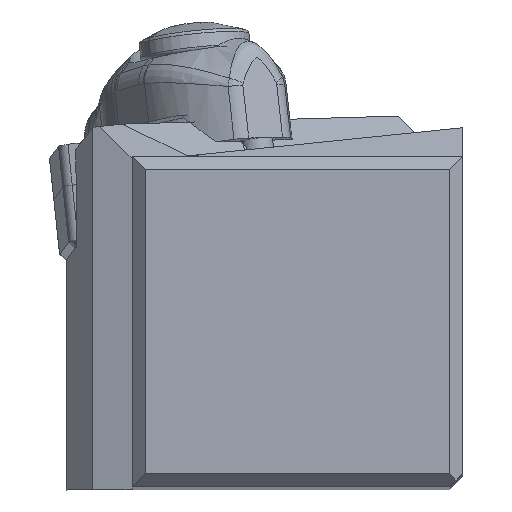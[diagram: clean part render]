
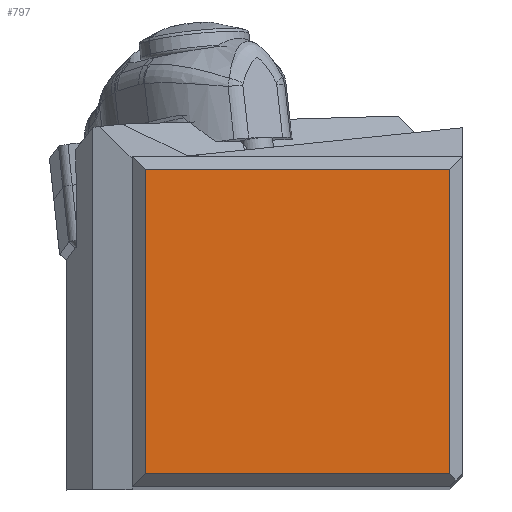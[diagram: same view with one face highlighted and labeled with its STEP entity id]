
A CAD part, top view. The second image highlights one B-rep face of the part: STEP entity #797.
In plain terms, the highlighted planar face has unit normal (0, 0, 1).
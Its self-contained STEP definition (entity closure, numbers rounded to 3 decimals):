
#536=FACE_OUTER_BOUND('',#1168,.T.);
#797=ADVANCED_FACE('',(#536),#1058,.T.);
#1058=PLANE('',#5114);
#1168=EDGE_LOOP('',(#1584,#1585,#1586,#1587));
#1584=ORIENTED_EDGE('',*,*,#3480,.F.);
#1585=ORIENTED_EDGE('',*,*,#3487,.F.);
#1586=ORIENTED_EDGE('',*,*,#3537,.F.);
#1587=ORIENTED_EDGE('',*,*,#3538,.T.);
#2968=VERTEX_POINT('',#6832);
#2969=VERTEX_POINT('',#6834);
#2973=VERTEX_POINT('',#6846);
#3009=VERTEX_POINT('',#6945);
#3480=EDGE_CURVE('',#2968,#2969,#4513,.T.);
#3487=EDGE_CURVE('',#2973,#2968,#4520,.T.);
#3537=EDGE_CURVE('',#3009,#2973,#4556,.T.);
#3538=EDGE_CURVE('',#3009,#2969,#4557,.T.);
#4513=LINE('',#6833,#4769);
#4520=LINE('',#6847,#4776);
#4556=LINE('',#6946,#4812);
#4557=LINE('',#6948,#4813);
#4769=VECTOR('',#5632,1.);
#4776=VECTOR('',#5643,1.);
#4812=VECTOR('',#5733,1.);
#4813=VECTOR('',#5736,1.);
#5114=AXIS2_PLACEMENT_3D('',#6949,#5737,#5738);
#5632=DIRECTION('',(-1.,0.,0.));
#5643=DIRECTION('',(0.,-1.,0.));
#5733=DIRECTION('',(1.,0.,0.));
#5736=DIRECTION('',(0.,-1.,0.));
#5737=DIRECTION('',(0.,0.,1.));
#5738=DIRECTION('',(-1.,0.,0.));
#6832=CARTESIAN_POINT('',(-1.,1.,0.));
#6833=CARTESIAN_POINT('',(-1.,1.,0.));
#6834=CARTESIAN_POINT('',(-24.4,1.,0.));
#6846=CARTESIAN_POINT('',(-1.,24.4,0.));
#6847=CARTESIAN_POINT('',(-1.,24.4,0.));
#6945=CARTESIAN_POINT('',(-24.4,24.4,0.));
#6946=CARTESIAN_POINT('',(-24.4,24.4,0.));
#6948=CARTESIAN_POINT('',(-24.4,24.4,0.));
#6949=CARTESIAN_POINT('',(-12.7,12.7,0.));
